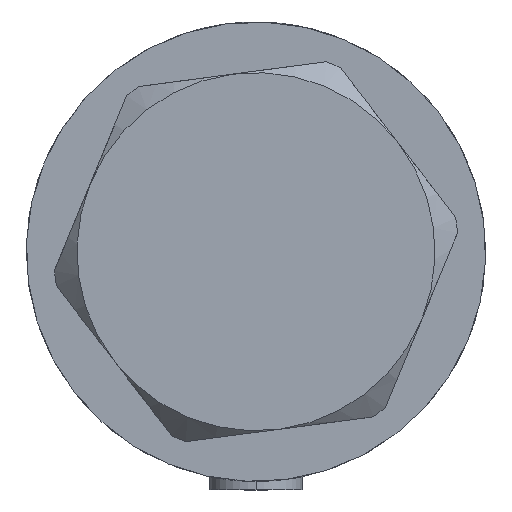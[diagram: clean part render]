
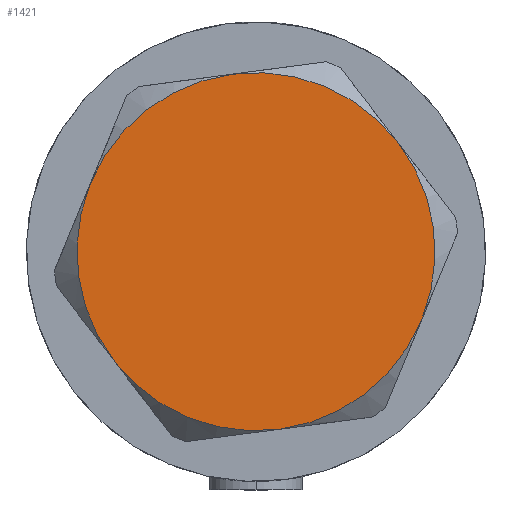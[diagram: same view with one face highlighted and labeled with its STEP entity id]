
A CAD part, left-side view. The second image highlights one B-rep face of the part: STEP entity #1421.
In plain terms, the highlighted face is planar.
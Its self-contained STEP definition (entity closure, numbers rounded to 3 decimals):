
#12 = CARTESIAN_POINT ( 'NONE',  ( 0., 0., 13. ) ) ;
#50 = DIRECTION ( 'NONE',  ( 0., 0., 1. ) ) ;
#150 = CIRCLE ( 'NONE', #2400, 23. ) ;
#195 = CARTESIAN_POINT ( 'NONE',  ( 11.5, 19.919, 13. ) ) ;
#204 = ORIENTED_EDGE ( 'NONE', *, *, #4466, .T. ) ;
#438 = DIRECTION ( 'NONE',  ( 0., 0., 1. ) ) ;
#444 = CARTESIAN_POINT ( 'NONE',  ( 0., 0., 13. ) ) ;
#469 = CIRCLE ( 'NONE', #1943, 23. ) ;
#535 = FACE_OUTER_BOUND ( 'NONE', #4230, .T. ) ;
#728 = VERTEX_POINT ( 'NONE', #2187 ) ;
#787 = DIRECTION ( 'NONE',  ( 1., 0., 0. ) ) ;
#790 = CARTESIAN_POINT ( 'NONE',  ( 0., 0., 13. ) ) ;
#821 = VERTEX_POINT ( 'NONE', #2350 ) ;
#1008 = DIRECTION ( 'NONE',  ( 0., 0., 1. ) ) ;
#1064 = EDGE_CURVE ( 'NONE', #728, #3165, #1932, .T. ) ;
#1099 = CIRCLE ( 'NONE', #2799, 23. ) ;
#1125 = CARTESIAN_POINT ( 'NONE',  ( 0., 0., 13. ) ) ;
#1158 = AXIS2_PLACEMENT_3D ( 'NONE', #4606, #438, #1284 ) ;
#1206 = DIRECTION ( 'NONE',  ( 1., 0., 0. ) ) ;
#1284 = DIRECTION ( 'NONE',  ( 1., 0., 0. ) ) ;
#1335 = ORIENTED_EDGE ( 'NONE', *, *, #2893, .T. ) ;
#1417 = ORIENTED_EDGE ( 'NONE', *, *, #3433, .T. ) ;
#1421 = ADVANCED_FACE ( 'NONE', ( #535 ), #3756, .T. ) ;
#1714 = AXIS2_PLACEMENT_3D ( 'NONE', #1125, #1805, #3322 ) ;
#1721 = CARTESIAN_POINT ( 'NONE',  ( -11.5, -19.919, 13. ) ) ;
#1805 = DIRECTION ( 'NONE',  ( 0., 0., 1. ) ) ;
#1910 = VERTEX_POINT ( 'NONE', #4320 ) ;
#1932 = CIRCLE ( 'NONE', #3699, 23. ) ;
#1943 = AXIS2_PLACEMENT_3D ( 'NONE', #790, #2698, #3398 ) ;
#2187 = CARTESIAN_POINT ( 'NONE',  ( 11.5, -19.919, 13. ) ) ;
#2350 = CARTESIAN_POINT ( 'NONE',  ( -23., 0., 13. ) ) ;
#2400 = AXIS2_PLACEMENT_3D ( 'NONE', #444, #4191, #3831 ) ;
#2483 = DIRECTION ( 'NONE',  ( 1., 0., 0. ) ) ;
#2538 = ORIENTED_EDGE ( 'NONE', *, *, #4302, .T. ) ;
#2617 = CARTESIAN_POINT ( 'NONE',  ( 0., 0., 13. ) ) ;
#2698 = DIRECTION ( 'NONE',  ( 0., 0., 1. ) ) ;
#2783 = CIRCLE ( 'NONE', #1714, 23. ) ;
#2799 = AXIS2_PLACEMENT_3D ( 'NONE', #2617, #50, #787 ) ;
#2840 = CARTESIAN_POINT ( 'NONE',  ( 0., 0., 13. ) ) ;
#2893 = EDGE_CURVE ( 'NONE', #1910, #821, #469, .T. ) ;
#3165 = VERTEX_POINT ( 'NONE', #3995 ) ;
#3203 = ORIENTED_EDGE ( 'NONE', *, *, #1064, .T. ) ;
#3322 = DIRECTION ( 'NONE',  ( 1., 0., 0. ) ) ;
#3398 = DIRECTION ( 'NONE',  ( 1., 0., 0. ) ) ;
#3433 = EDGE_CURVE ( 'NONE', #4034, #728, #150, .T. ) ;
#3642 = CIRCLE ( 'NONE', #4504, 23. ) ;
#3684 = EDGE_CURVE ( 'NONE', #4254, #1910, #2783, .T. ) ;
#3699 = AXIS2_PLACEMENT_3D ( 'NONE', #12, #4518, #1206 ) ;
#3756 = PLANE ( 'NONE',  #1158 ) ;
#3831 = DIRECTION ( 'NONE',  ( 1., 0., 0. ) ) ;
#3995 = CARTESIAN_POINT ( 'NONE',  ( 23., 0., 13. ) ) ;
#4034 = VERTEX_POINT ( 'NONE', #1721 ) ;
#4191 = DIRECTION ( 'NONE',  ( 0., 0., 1. ) ) ;
#4221 = ORIENTED_EDGE ( 'NONE', *, *, #3684, .T. ) ;
#4230 = EDGE_LOOP ( 'NONE', ( #3203, #2538, #4221, #1335, #204, #1417 ) ) ;
#4254 = VERTEX_POINT ( 'NONE', #195 ) ;
#4302 = EDGE_CURVE ( 'NONE', #3165, #4254, #3642, .T. ) ;
#4320 = CARTESIAN_POINT ( 'NONE',  ( -11.5, 19.919, 13. ) ) ;
#4466 = EDGE_CURVE ( 'NONE', #821, #4034, #1099, .T. ) ;
#4504 = AXIS2_PLACEMENT_3D ( 'NONE', #2840, #1008, #2483 ) ;
#4518 = DIRECTION ( 'NONE',  ( 0., 0., 1. ) ) ;
#4606 = CARTESIAN_POINT ( 'NONE',  ( 0., 0., 13. ) ) ;
